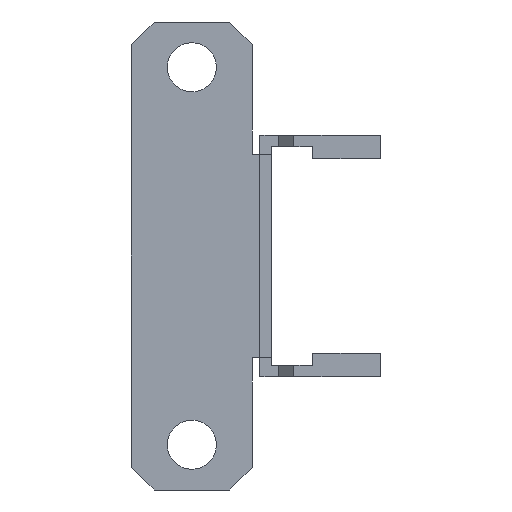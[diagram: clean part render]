
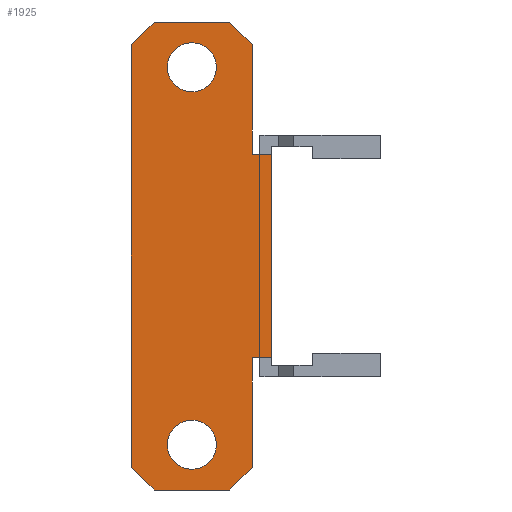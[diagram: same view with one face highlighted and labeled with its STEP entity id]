
A CAD part, front view. The second image highlights one B-rep face of the part: STEP entity #1925.
In plain terms, the highlighted planar face has unit normal (0, -1, 0).
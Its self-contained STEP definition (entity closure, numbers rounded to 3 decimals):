
#8 = CARTESIAN_POINT ( 'NONE',  ( 0., -453.714, 13.559 ) ) ;
#28 = ORIENTED_EDGE ( 'NONE', *, *, #85, .T. ) ;
#43 = VERTEX_POINT ( 'NONE', #559 ) ;
#69 = DIRECTION ( 'NONE',  ( 0., 0., 1. ) ) ;
#80 = DIRECTION ( 'NONE',  ( 0., -1., 0. ) ) ;
#85 = EDGE_CURVE ( 'NONE', #449, #1584, #379, .T. ) ;
#106 = VERTEX_POINT ( 'NONE', #1075 ) ;
#112 = EDGE_CURVE ( 'NONE', #860, #1525, #945, .T. ) ;
#163 = CARTESIAN_POINT ( 'NONE',  ( 0., -453.714, 31.059 ) ) ;
#258 = EDGE_CURVE ( 'NONE', #1714, #43, #349, .T. ) ;
#263 = AXIS2_PLACEMENT_3D ( 'NONE', #1932, #926, #1950 ) ;
#280 = CARTESIAN_POINT ( 'NONE',  ( 0., -453.714, 25.059 ) ) ;
#305 = DIRECTION ( 'NONE',  ( 0., 0., -1. ) ) ;
#314 = EDGE_CURVE ( 'NONE', #1263, #1714, #1877, .T. ) ;
#349 = LINE ( 'NONE', #840, #1656 ) ;
#360 = EDGE_CURVE ( 'NONE', #497, #1986, #977, .T. ) ;
#379 = LINE ( 'NONE', #735, #659 ) ;
#385 = FACE_OUTER_BOUND ( 'NONE', #2043, .T. ) ;
#388 = CARTESIAN_POINT ( 'NONE',  ( 0., -453.714, 28.309 ) ) ;
#389 = CARTESIAN_POINT ( 'NONE',  ( -18.03, -453.714, 18.03 ) ) ;
#393 = DIRECTION ( 'NONE',  ( 0., 0., 1. ) ) ;
#394 = EDGE_LOOP ( 'NONE', ( #1421, #1342 ) ) ;
#402 = CARTESIAN_POINT ( 'NONE',  ( 0., -453.714, 25.059 ) ) ;
#406 = VERTEX_POINT ( 'NONE', #570 ) ;
#418 = CARTESIAN_POINT ( 'NONE',  ( 8., -453.714, 13.559 ) ) ;
#421 = CARTESIAN_POINT ( 'NONE',  ( 0., -453.714, -21.691 ) ) ;
#431 = ORIENTED_EDGE ( 'NONE', *, *, #1400, .F. ) ;
#449 = VERTEX_POINT ( 'NONE', #418 ) ;
#451 = CARTESIAN_POINT ( 'NONE',  ( -8., -453.714, 0. ) ) ;
#455 = VERTEX_POINT ( 'NONE', #1106 ) ;
#479 = LINE ( 'NONE', #2021, #2058 ) ;
#495 = ORIENTED_EDGE ( 'NONE', *, *, #1721, .T. ) ;
#497 = VERTEX_POINT ( 'NONE', #1463 ) ;
#514 = VECTOR ( 'NONE', #624, 1000. ) ;
#519 = DIRECTION ( 'NONE',  ( 0., -1., 0. ) ) ;
#558 = LINE ( 'NONE', #389, #2020 ) ;
#559 = CARTESIAN_POINT ( 'NONE',  ( 8., -453.714, -13.441 ) ) ;
#570 = CARTESIAN_POINT ( 'NONE',  ( -8., -453.714, 28.059 ) ) ;
#589 = DIRECTION ( 'NONE',  ( 0., 0., 1. ) ) ;
#605 = CARTESIAN_POINT ( 'NONE',  ( 5., -453.714, -30.941 ) ) ;
#624 = DIRECTION ( 'NONE',  ( 1., 0., 0. ) ) ;
#633 = VECTOR ( 'NONE', #1087, 1000. ) ;
#639 = DIRECTION ( 'NONE',  ( 0., -1., 0. ) ) ;
#659 = VECTOR ( 'NONE', #69, 1000. ) ;
#674 = ORIENTED_EDGE ( 'NONE', *, *, #1432, .T. ) ;
#694 = ORIENTED_EDGE ( 'NONE', *, *, #2126, .F. ) ;
#695 = LINE ( 'NONE', #2059, #1662 ) ;
#714 = CARTESIAN_POINT ( 'NONE',  ( 0., -453.714, -24.941 ) ) ;
#727 = CARTESIAN_POINT ( 'NONE',  ( 0., -453.714, 0. ) ) ;
#735 = CARTESIAN_POINT ( 'NONE',  ( 8., -453.714, 0. ) ) ;
#750 = CARTESIAN_POINT ( 'NONE',  ( -8., -453.714, -27.941 ) ) ;
#760 = DIRECTION ( 'NONE',  ( 0., 0., -1. ) ) ;
#785 = VECTOR ( 'NONE', #2022, 1000. ) ;
#787 = ORIENTED_EDGE ( 'NONE', *, *, #1551, .T. ) ;
#801 = ORIENTED_EDGE ( 'NONE', *, *, #258, .T. ) ;
#830 = ORIENTED_EDGE ( 'NONE', *, *, #1118, .T. ) ;
#840 = CARTESIAN_POINT ( 'NONE',  ( 8., -453.714, 0. ) ) ;
#855 = LINE ( 'NONE', #1168, #2166 ) ;
#860 = VERTEX_POINT ( 'NONE', #1606 ) ;
#862 = DIRECTION ( 'NONE',  ( 0., 0., 1. ) ) ;
#926 = DIRECTION ( 'NONE',  ( 0., -1., 0. ) ) ;
#945 = CIRCLE ( 'NONE', #2012, 3.25 ) ;
#953 = FACE_BOUND ( 'NONE', #1699, .T. ) ;
#967 = EDGE_CURVE ( 'NONE', #1120, #406, #558, .T. ) ;
#977 = CIRCLE ( 'NONE', #263, 3.25 ) ;
#1005 = ORIENTED_EDGE ( 'NONE', *, *, #1853, .T. ) ;
#1009 = LINE ( 'NONE', #163, #1767 ) ;
#1032 = DIRECTION ( 'NONE',  ( 0.707, 0., 0.707 ) ) ;
#1074 = DIRECTION ( 'NONE',  ( -0.707, 0., -0.707 ) ) ;
#1075 = CARTESIAN_POINT ( 'NONE',  ( 10.5, -453.714, 13.559 ) ) ;
#1087 = DIRECTION ( 'NONE',  ( 0., 0., -1. ) ) ;
#1094 = ORIENTED_EDGE ( 'NONE', *, *, #314, .T. ) ;
#1103 = CARTESIAN_POINT ( 'NONE',  ( 8., -453.714, 28.059 ) ) ;
#1106 = CARTESIAN_POINT ( 'NONE',  ( 5., -453.714, 31.059 ) ) ;
#1118 = EDGE_CURVE ( 'NONE', #43, #1281, #1349, .T. ) ;
#1120 = VERTEX_POINT ( 'NONE', #1844 ) ;
#1128 = AXIS2_PLACEMENT_3D ( 'NONE', #727, #1938, #589 ) ;
#1168 = CARTESIAN_POINT ( 'NONE',  ( -17.97, -453.714, -17.97 ) ) ;
#1194 = ORIENTED_EDGE ( 'NONE', *, *, #360, .F. ) ;
#1201 = AXIS2_PLACEMENT_3D ( 'NONE', #714, #519, #1716 ) ;
#1263 = VERTEX_POINT ( 'NONE', #605 ) ;
#1264 = VECTOR ( 'NONE', #1032, 1000. ) ;
#1279 = PLANE ( 'NONE',  #1128 ) ;
#1281 = VERTEX_POINT ( 'NONE', #1847 ) ;
#1324 = DIRECTION ( 'NONE',  ( -0.707, 0., 0.707 ) ) ;
#1327 = CARTESIAN_POINT ( 'NONE',  ( 0., -453.714, -30.941 ) ) ;
#1342 = ORIENTED_EDGE ( 'NONE', *, *, #1885, .F. ) ;
#1345 = CARTESIAN_POINT ( 'NONE',  ( 17.97, -453.714, -17.97 ) ) ;
#1349 = LINE ( 'NONE', #1490, #785 ) ;
#1400 = EDGE_CURVE ( 'NONE', #449, #106, #1527, .T. ) ;
#1409 = CIRCLE ( 'NONE', #1201, 3.25 ) ;
#1417 = EDGE_CURVE ( 'NONE', #1281, #106, #695, .T. ) ;
#1421 = ORIENTED_EDGE ( 'NONE', *, *, #112, .F. ) ;
#1432 = EDGE_CURVE ( 'NONE', #455, #1120, #1009, .T. ) ;
#1463 = CARTESIAN_POINT ( 'NONE',  ( 0., -453.714, -28.191 ) ) ;
#1467 = LINE ( 'NONE', #1327, #514 ) ;
#1490 = CARTESIAN_POINT ( 'NONE',  ( 8., -453.714, -13.441 ) ) ;
#1525 = VERTEX_POINT ( 'NONE', #388 ) ;
#1527 = LINE ( 'NONE', #8, #2125 ) ;
#1551 = EDGE_CURVE ( 'NONE', #406, #2195, #1980, .T. ) ;
#1561 = ORIENTED_EDGE ( 'NONE', *, *, #967, .T. ) ;
#1584 = VERTEX_POINT ( 'NONE', #1103 ) ;
#1602 = FACE_BOUND ( 'NONE', #394, .T. ) ;
#1606 = CARTESIAN_POINT ( 'NONE',  ( 0., -453.714, 21.809 ) ) ;
#1656 = VECTOR ( 'NONE', #862, 1000. ) ;
#1662 = VECTOR ( 'NONE', #393, 1000. ) ;
#1679 = ORIENTED_EDGE ( 'NONE', *, *, #1747, .T. ) ;
#1699 = EDGE_LOOP ( 'NONE', ( #1194, #694 ) ) ;
#1709 = DIRECTION ( 'NONE',  ( 1., 0., 0. ) ) ;
#1714 = VERTEX_POINT ( 'NONE', #2032 ) ;
#1716 = DIRECTION ( 'NONE',  ( 0., 0., -1. ) ) ;
#1721 = EDGE_CURVE ( 'NONE', #2195, #1949, #855, .T. ) ;
#1746 = CARTESIAN_POINT ( 'NONE',  ( -5., -453.714, -30.941 ) ) ;
#1747 = EDGE_CURVE ( 'NONE', #1584, #455, #479, .T. ) ;
#1760 = CIRCLE ( 'NONE', #1869, 3.25 ) ;
#1767 = VECTOR ( 'NONE', #2207, 1000. ) ;
#1778 = ORIENTED_EDGE ( 'NONE', *, *, #1417, .T. ) ;
#1844 = CARTESIAN_POINT ( 'NONE',  ( -5., -453.714, 31.059 ) ) ;
#1847 = CARTESIAN_POINT ( 'NONE',  ( 10.5, -453.714, -13.441 ) ) ;
#1853 = EDGE_CURVE ( 'NONE', #1949, #1263, #1467, .T. ) ;
#1857 = DIRECTION ( 'NONE',  ( 0.707, 0., -0.707 ) ) ;
#1869 = AXIS2_PLACEMENT_3D ( 'NONE', #280, #639, #305 ) ;
#1877 = LINE ( 'NONE', #1345, #1264 ) ;
#1885 = EDGE_CURVE ( 'NONE', #1525, #860, #1760, .T. ) ;
#1925 = ADVANCED_FACE ( 'NONE', ( #953, #385, #1602 ), #1279, .F. ) ;
#1932 = CARTESIAN_POINT ( 'NONE',  ( 0., -453.714, -24.941 ) ) ;
#1938 = DIRECTION ( 'NONE',  ( 0., 1., 0. ) ) ;
#1949 = VERTEX_POINT ( 'NONE', #1746 ) ;
#1950 = DIRECTION ( 'NONE',  ( 0., 0., -1. ) ) ;
#1980 = LINE ( 'NONE', #451, #633 ) ;
#1986 = VERTEX_POINT ( 'NONE', #421 ) ;
#2012 = AXIS2_PLACEMENT_3D ( 'NONE', #402, #80, #760 ) ;
#2020 = VECTOR ( 'NONE', #1074, 1000. ) ;
#2021 = CARTESIAN_POINT ( 'NONE',  ( 18.03, -453.714, 18.03 ) ) ;
#2022 = DIRECTION ( 'NONE',  ( 1., 0., 0. ) ) ;
#2032 = CARTESIAN_POINT ( 'NONE',  ( 8., -453.714, -27.941 ) ) ;
#2043 = EDGE_LOOP ( 'NONE', ( #801, #830, #1778, #431, #28, #1679, #674, #1561, #787, #495, #1005, #1094 ) ) ;
#2058 = VECTOR ( 'NONE', #1324, 1000. ) ;
#2059 = CARTESIAN_POINT ( 'NONE',  ( 10.5, -453.714, 0. ) ) ;
#2125 = VECTOR ( 'NONE', #1709, 1000. ) ;
#2126 = EDGE_CURVE ( 'NONE', #1986, #497, #1409, .T. ) ;
#2166 = VECTOR ( 'NONE', #1857, 1000. ) ;
#2195 = VERTEX_POINT ( 'NONE', #750 ) ;
#2207 = DIRECTION ( 'NONE',  ( -1., 0., 0. ) ) ;
